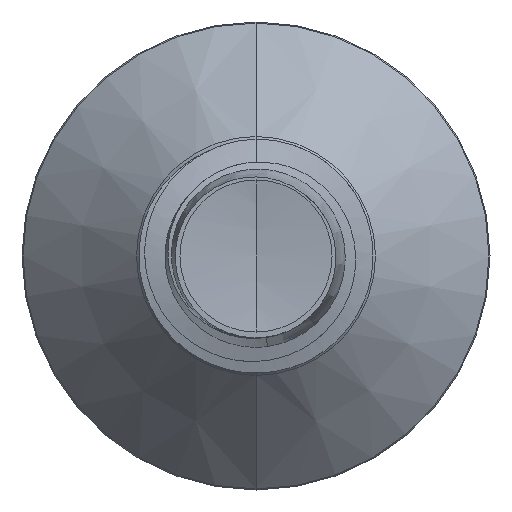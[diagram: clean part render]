
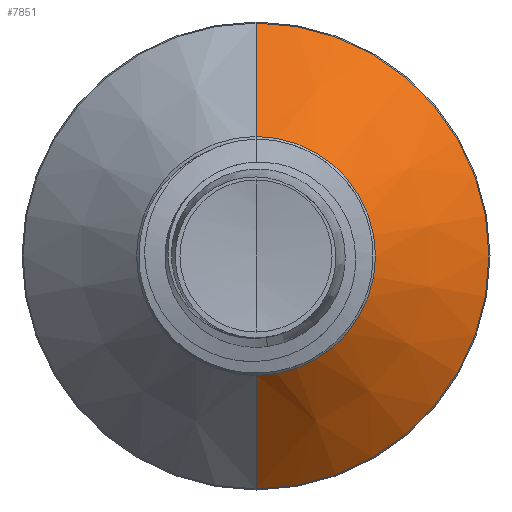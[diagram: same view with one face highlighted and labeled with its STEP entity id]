
A CAD part, front view. The second image highlights one B-rep face of the part: STEP entity #7851.
In plain terms, the highlighted conical face has half-angle 45 degrees and reference radius 2.042 mm.
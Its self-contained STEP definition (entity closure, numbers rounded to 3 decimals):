
#75 = DIRECTION ( 'NONE',  ( 0., 1., 0. ) ) ;
#81 = CARTESIAN_POINT ( 'NONE',  ( 0., 1.842, 0. ) ) ;
#151 = DIRECTION ( 'NONE',  ( 0., 0., 1. ) ) ;
#269 = DIRECTION ( 'NONE',  ( 0., 0., 1. ) ) ;
#291 = DIRECTION ( 'NONE',  ( 0., 1., 0. ) ) ;
#310 = CARTESIAN_POINT ( 'NONE',  ( 0., 3.782, 0. ) ) ;
#334 = CIRCLE ( 'NONE', #4212, 2.042 ) ;
#908 = VERTEX_POINT ( 'NONE', #9066 ) ;
#1077 = VERTEX_POINT ( 'NONE', #7056 ) ;
#1481 = DIRECTION ( 'NONE',  ( 0., 0.707, 0.707 ) ) ;
#1527 = AXIS2_PLACEMENT_3D ( 'NONE', #5657, #5855, #5620 ) ;
#2078 = CARTESIAN_POINT ( 'NONE',  ( 0., 1.842, 2.042 ) ) ;
#2368 = LINE ( 'NONE', #2078, #7840 ) ;
#2454 = CARTESIAN_POINT ( 'NONE',  ( 0., 1.842, -2.042 ) ) ;
#2788 = FACE_OUTER_BOUND ( 'NONE', #6252, .T. ) ;
#3244 = VERTEX_POINT ( 'NONE', #6525 ) ;
#3656 = DIRECTION ( 'NONE',  ( 0., 0.707, -0.707 ) ) ;
#3696 = ORIENTED_EDGE ( 'NONE', *, *, #5194, .F. ) ;
#3730 = AXIS2_PLACEMENT_3D ( 'NONE', #310, #291, #269 ) ;
#3802 = VECTOR ( 'NONE', #3656, 1000. ) ;
#3978 = CARTESIAN_POINT ( 'NONE',  ( 0., 1.842, -2.042 ) ) ;
#4212 = AXIS2_PLACEMENT_3D ( 'NONE', #81, #75, #151 ) ;
#4761 = EDGE_CURVE ( 'NONE', #1077, #5008, #334, .T. ) ;
#4873 = CONICAL_SURFACE ( 'NONE', #1527, 2.042, 0.785 ) ;
#4891 = CIRCLE ( 'NONE', #3730, 3.982 ) ;
#5008 = VERTEX_POINT ( 'NONE', #2454 ) ;
#5194 = EDGE_CURVE ( 'NONE', #1077, #3244, #2368, .T. ) ;
#5620 = DIRECTION ( 'NONE',  ( 0., 0., 1. ) ) ;
#5657 = CARTESIAN_POINT ( 'NONE',  ( 0., 1.842, 0. ) ) ;
#5718 = EDGE_CURVE ( 'NONE', #3244, #908, #4891, .T. ) ;
#5855 = DIRECTION ( 'NONE',  ( 0., 1., 0. ) ) ;
#5886 = LINE ( 'NONE', #3978, #3802 ) ;
#6252 = EDGE_LOOP ( 'NONE', ( #7247, #8612, #10549, #3696 ) ) ;
#6525 = CARTESIAN_POINT ( 'NONE',  ( 0., 3.782, 3.982 ) ) ;
#7056 = CARTESIAN_POINT ( 'NONE',  ( 0., 1.842, 2.042 ) ) ;
#7247 = ORIENTED_EDGE ( 'NONE', *, *, #4761, .T. ) ;
#7840 = VECTOR ( 'NONE', #1481, 1000. ) ;
#7851 = ADVANCED_FACE ( 'NONE', ( #2788 ), #4873, .T. ) ;
#8022 = EDGE_CURVE ( 'NONE', #5008, #908, #5886, .T. ) ;
#8612 = ORIENTED_EDGE ( 'NONE', *, *, #8022, .T. ) ;
#9066 = CARTESIAN_POINT ( 'NONE',  ( 0., 3.782, -3.982 ) ) ;
#10549 = ORIENTED_EDGE ( 'NONE', *, *, #5718, .F. ) ;
